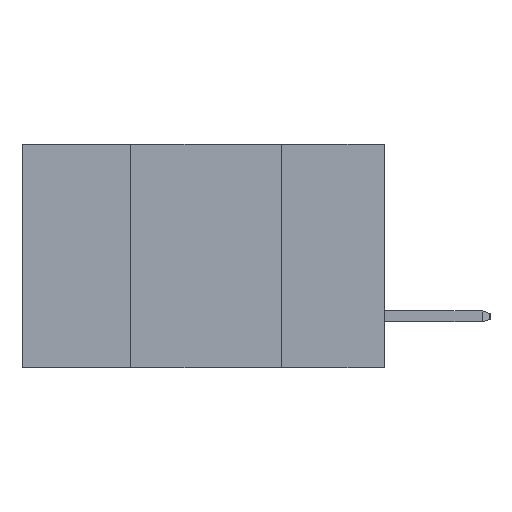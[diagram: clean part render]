
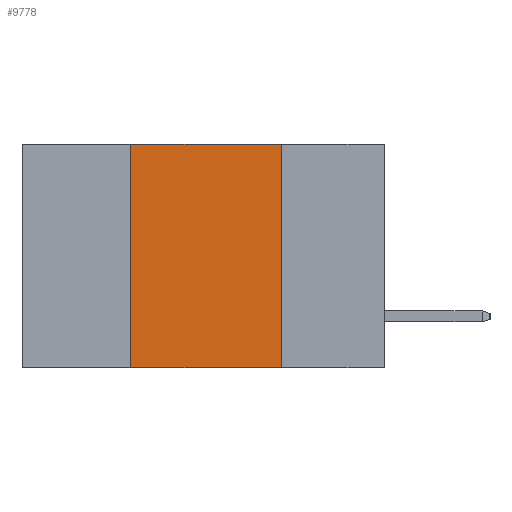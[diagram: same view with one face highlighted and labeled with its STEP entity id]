
A CAD part, left-side view. The second image highlights one B-rep face of the part: STEP entity #9778.
In plain terms, the highlighted planar face has unit normal (-1, 0, 0).
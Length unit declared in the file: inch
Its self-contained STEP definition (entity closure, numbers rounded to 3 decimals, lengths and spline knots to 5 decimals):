
#55 = CARTESIAN_POINT ( 'NONE',  ( 0., 0.42, 0. ) ) ;
#571 = FACE_OUTER_BOUND ( 'NONE', #7202, .T. ) ;
#649 = CARTESIAN_POINT ( 'NONE',  ( 0., 0.42, -0.37 ) ) ;
#930 = DIRECTION ( 'NONE',  ( 0., -1., 0. ) ) ;
#966 = CARTESIAN_POINT ( 'NONE',  ( 0., 0.6, 0. ) ) ;
#1698 = DIRECTION ( 'NONE',  ( 0., 0., -1. ) ) ;
#2009 = ORIENTED_EDGE ( 'NONE', *, *, #3758, .T. ) ;
#3716 = CARTESIAN_POINT ( 'NONE',  ( 0., 0.17, 0. ) ) ;
#3758 = EDGE_CURVE ( 'NONE', #7751, #5138, #3890, .T. ) ;
#3890 = LINE ( 'NONE', #9859, #8827 ) ;
#4253 = CARTESIAN_POINT ( 'NONE',  ( 0., 0.42, -0.37 ) ) ;
#4357 = ORIENTED_EDGE ( 'NONE', *, *, #5648, .F. ) ;
#4565 = DIRECTION ( 'NONE',  ( 0., 0., 1. ) ) ;
#4685 = VECTOR ( 'NONE', #4565, 39.37008 ) ;
#4744 = VERTEX_POINT ( 'NONE', #55 ) ;
#5138 = VERTEX_POINT ( 'NONE', #12114 ) ;
#5648 = EDGE_CURVE ( 'NONE', #7751, #4744, #7153, .T. ) ;
#5821 = DIRECTION ( 'NONE',  ( 0., 0., -1. ) ) ;
#6515 = CARTESIAN_POINT ( 'NONE',  ( 0., 0.6, 0. ) ) ;
#7153 = LINE ( 'NONE', #649, #4685 ) ;
#7202 = EDGE_LOOP ( 'NONE', ( #8991, #11386, #4357, #2009 ) ) ;
#7427 = DIRECTION ( 'NONE',  ( 1., 0., 0. ) ) ;
#7680 = CARTESIAN_POINT ( 'NONE',  ( 0., 0.17, -0.37 ) ) ;
#7751 = VERTEX_POINT ( 'NONE', #4253 ) ;
#7912 = LINE ( 'NONE', #7680, #10341 ) ;
#7945 = LINE ( 'NONE', #966, #8242 ) ;
#8136 = EDGE_CURVE ( 'NONE', #4744, #9239, #7945, .T. ) ;
#8242 = VECTOR ( 'NONE', #930, 39.37008 ) ;
#8827 = VECTOR ( 'NONE', #9846, 39.37008 ) ;
#8991 = ORIENTED_EDGE ( 'NONE', *, *, #9366, .F. ) ;
#9239 = VERTEX_POINT ( 'NONE', #3716 ) ;
#9366 = EDGE_CURVE ( 'NONE', #9239, #5138, #7912, .T. ) ;
#9778 = ADVANCED_FACE ( 'NONE', ( #571 ), #11936, .F. ) ;
#9846 = DIRECTION ( 'NONE',  ( 0., -1., 0. ) ) ;
#9859 = CARTESIAN_POINT ( 'NONE',  ( 0., 0.6, -0.37 ) ) ;
#10341 = VECTOR ( 'NONE', #5821, 39.37008 ) ;
#10409 = AXIS2_PLACEMENT_3D ( 'NONE', #6515, #7427, #1698 ) ;
#11386 = ORIENTED_EDGE ( 'NONE', *, *, #8136, .F. ) ;
#11936 = PLANE ( 'NONE',  #10409 ) ;
#12114 = CARTESIAN_POINT ( 'NONE',  ( 0., 0.17, -0.37 ) ) ;
